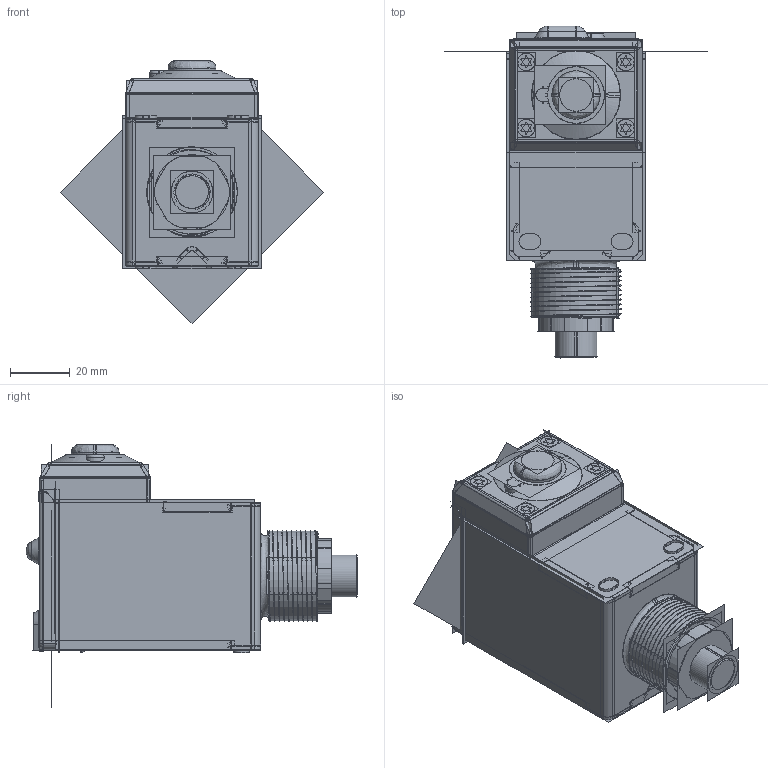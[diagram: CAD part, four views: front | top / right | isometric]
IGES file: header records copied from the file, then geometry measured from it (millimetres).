
Start section:  PTC IGES file: 193163.igs
Global section: file name: 193163.igs; native system: Creo Parametric by Parametric Technology Corporation; preprocessor: 2016010; author: PDMAdmin; organization: Unknown; date: 20160711.154118; units: millimetre
Bounding box: 87.76 x 110.94 x 87.79 mm (x, y, z)
Volume: 82706.6 mm3; surface area: 382082.3 mm2
Topology: 17 solids, 17 shells, 3198 faces, 16112 edges, 20201 vertices
Faces by surface type: revolution 1606, bspline 1592
